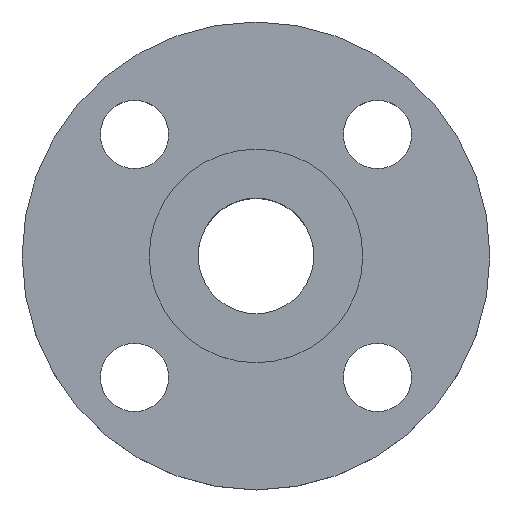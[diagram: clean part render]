
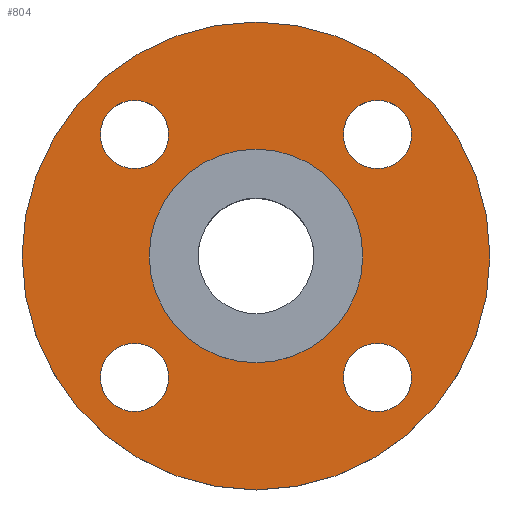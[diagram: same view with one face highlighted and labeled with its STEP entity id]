
A CAD part, top view. The second image highlights one B-rep face of the part: STEP entity #804.
In plain terms, the highlighted planar face has unit normal (0, 0, 1).
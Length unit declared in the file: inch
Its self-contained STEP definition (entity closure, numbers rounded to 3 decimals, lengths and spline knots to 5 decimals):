
#2 = VERTEX_POINT ( 'NONE', #555 ) ;
#13 = CARTESIAN_POINT ( 'NONE',  ( -1.10309, 1.10309, 0. ) ) ;
#18 = DIRECTION ( 'NONE',  ( 0., 0., 1. ) ) ;
#21 = EDGE_CURVE ( 'NONE', #786, #248, #336, .T. ) ;
#25 = EDGE_LOOP ( 'NONE', ( #53, #363 ) ) ;
#28 = EDGE_LOOP ( 'NONE', ( #642, #211 ) ) ;
#29 = EDGE_LOOP ( 'NONE', ( #39, #156 ) ) ;
#38 = FACE_OUTER_BOUND ( 'NONE', #25, .T. ) ;
#39 = ORIENTED_EDGE ( 'NONE', *, *, #341, .F. ) ;
#53 = ORIENTED_EDGE ( 'NONE', *, *, #340, .T. ) ;
#59 = DIRECTION ( 'NONE',  ( 0., -1., 0. ) ) ;
#72 = DIRECTION ( 'NONE',  ( 1., 0., 0. ) ) ;
#75 = DIRECTION ( 'NONE',  ( 0., 0., 1. ) ) ;
#76 = CARTESIAN_POINT ( 'NONE',  ( 0., 0., 0. ) ) ;
#82 = AXIS2_PLACEMENT_3D ( 'NONE', #453, #332, #72 ) ;
#97 = FACE_BOUND ( 'NONE', #28, .T. ) ;
#98 = VERTEX_POINT ( 'NONE', #613 ) ;
#103 = DIRECTION ( 'NONE',  ( 0., 0., 1. ) ) ;
#105 = EDGE_CURVE ( 'NONE', #607, #194, #303, .T. ) ;
#106 = CIRCLE ( 'NONE', #494, 2.125 ) ;
#127 = CARTESIAN_POINT ( 'NONE',  ( 1.10309, -1.41309, 0. ) ) ;
#131 = AXIS2_PLACEMENT_3D ( 'NONE', #76, #264, #631 ) ;
#153 = DIRECTION ( 'NONE',  ( -1., 0., 0. ) ) ;
#156 = ORIENTED_EDGE ( 'NONE', *, *, #299, .F. ) ;
#160 = VERTEX_POINT ( 'NONE', #451 ) ;
#178 = FACE_BOUND ( 'NONE', #472, .T. ) ;
#180 = DIRECTION ( 'NONE',  ( 0., 0., 1. ) ) ;
#185 = CARTESIAN_POINT ( 'NONE',  ( 0., 0., 0. ) ) ;
#188 = CARTESIAN_POINT ( 'NONE',  ( 1.10309, -1.10309, 0. ) ) ;
#194 = VERTEX_POINT ( 'NONE', #127 ) ;
#200 = VERTEX_POINT ( 'NONE', #562 ) ;
#211 = ORIENTED_EDGE ( 'NONE', *, *, #21, .F. ) ;
#214 = VERTEX_POINT ( 'NONE', #622 ) ;
#230 = PLANE ( 'NONE',  #533 ) ;
#239 = DIRECTION ( 'NONE',  ( 0., 0., 1. ) ) ;
#246 = EDGE_CURVE ( 'NONE', #160, #714, #679, .T. ) ;
#248 = VERTEX_POINT ( 'NONE', #568 ) ;
#250 = CARTESIAN_POINT ( 'NONE',  ( 1.10309, 1.10309, 0. ) ) ;
#257 = EDGE_CURVE ( 'NONE', #194, #607, #573, .T. ) ;
#264 = DIRECTION ( 'NONE',  ( 0., 0., 1. ) ) ;
#278 = ORIENTED_EDGE ( 'NONE', *, *, #105, .F. ) ;
#299 = EDGE_CURVE ( 'NONE', #200, #98, #704, .T. ) ;
#303 = CIRCLE ( 'NONE', #628, 0.31 ) ;
#304 = DIRECTION ( 'NONE',  ( 0., 0., 1. ) ) ;
#308 = EDGE_CURVE ( 'NONE', #788, #2, #387, .T. ) ;
#330 = DIRECTION ( 'NONE',  ( 1., 0., 0. ) ) ;
#332 = DIRECTION ( 'NONE',  ( 0., 0., 1. ) ) ;
#336 = CIRCLE ( 'NONE', #431, 0.31 ) ;
#337 = CIRCLE ( 'NONE', #131, 2.125 ) ;
#340 = EDGE_CURVE ( 'NONE', #709, #214, #337, .T. ) ;
#341 = EDGE_CURVE ( 'NONE', #98, #200, #464, .T. ) ;
#350 = AXIS2_PLACEMENT_3D ( 'NONE', #519, #634, #153 ) ;
#354 = CARTESIAN_POINT ( 'NONE',  ( -1.10309, 0.79309, 0. ) ) ;
#363 = ORIENTED_EDGE ( 'NONE', *, *, #572, .T. ) ;
#367 = AXIS2_PLACEMENT_3D ( 'NONE', #571, #180, #670 ) ;
#372 = EDGE_CURVE ( 'NONE', #248, #786, #721, .T. ) ;
#374 = DIRECTION ( 'NONE',  ( 0., 0., 1. ) ) ;
#379 = ORIENTED_EDGE ( 'NONE', *, *, #246, .F. ) ;
#387 = CIRCLE ( 'NONE', #434, 0.97 ) ;
#389 = AXIS2_PLACEMENT_3D ( 'NONE', #250, #502, #742 ) ;
#424 = CARTESIAN_POINT ( 'NONE',  ( -1.10309, 1.10309, 0. ) ) ;
#431 = AXIS2_PLACEMENT_3D ( 'NONE', #424, #239, #798 ) ;
#432 = EDGE_CURVE ( 'NONE', #714, #160, #495, .T. ) ;
#434 = AXIS2_PLACEMENT_3D ( 'NONE', #185, #18, #691 ) ;
#435 = DIRECTION ( 'NONE',  ( 0., -1., 0. ) ) ;
#436 = CARTESIAN_POINT ( 'NONE',  ( 2.125, 0., 0. ) ) ;
#451 = CARTESIAN_POINT ( 'NONE',  ( -0.79309, -1.10309, 0. ) ) ;
#453 = CARTESIAN_POINT ( 'NONE',  ( 1.10309, 1.10309, 0. ) ) ;
#456 = CARTESIAN_POINT ( 'NONE',  ( 0., 0., 0. ) ) ;
#464 = CIRCLE ( 'NONE', #82, 0.31 ) ;
#472 = EDGE_LOOP ( 'NONE', ( #602, #379 ) ) ;
#475 = EDGE_LOOP ( 'NONE', ( #597, #278 ) ) ;
#494 = AXIS2_PLACEMENT_3D ( 'NONE', #776, #75, #330 ) ;
#495 = CIRCLE ( 'NONE', #350, 0.31 ) ;
#497 = AXIS2_PLACEMENT_3D ( 'NONE', #188, #374, #59 ) ;
#502 = DIRECTION ( 'NONE',  ( 0., 0., 1. ) ) ;
#503 = EDGE_CURVE ( 'NONE', #2, #788, #505, .T. ) ;
#505 = CIRCLE ( 'NONE', #806, 0.97 ) ;
#513 = DIRECTION ( 'NONE',  ( 0., 0., 1. ) ) ;
#519 = CARTESIAN_POINT ( 'NONE',  ( -1.10309, -1.10309, 0. ) ) ;
#523 = DIRECTION ( 'NONE',  ( 0., 0., 1. ) ) ;
#533 = AXIS2_PLACEMENT_3D ( 'NONE', #606, #103, #796 ) ;
#542 = FACE_BOUND ( 'NONE', #29, .T. ) ;
#551 = CARTESIAN_POINT ( 'NONE',  ( -0.97, 0., 0. ) ) ;
#555 = CARTESIAN_POINT ( 'NONE',  ( 0.97, 0., 0. ) ) ;
#562 = CARTESIAN_POINT ( 'NONE',  ( 0.79309, 1.10309, 0. ) ) ;
#568 = CARTESIAN_POINT ( 'NONE',  ( -1.10309, 1.41309, 0. ) ) ;
#571 = CARTESIAN_POINT ( 'NONE',  ( -1.10309, -1.10309, 0. ) ) ;
#572 = EDGE_CURVE ( 'NONE', #214, #709, #106, .T. ) ;
#573 = CIRCLE ( 'NONE', #497, 0.31 ) ;
#578 = DIRECTION ( 'NONE',  ( 1., 0., 0. ) ) ;
#592 = CARTESIAN_POINT ( 'NONE',  ( 1.10309, -0.79309, 0. ) ) ;
#597 = ORIENTED_EDGE ( 'NONE', *, *, #257, .F. ) ;
#600 = AXIS2_PLACEMENT_3D ( 'NONE', #13, #513, #633 ) ;
#602 = ORIENTED_EDGE ( 'NONE', *, *, #432, .F. ) ;
#606 = CARTESIAN_POINT ( 'NONE',  ( 0., 0., 0. ) ) ;
#607 = VERTEX_POINT ( 'NONE', #592 ) ;
#613 = CARTESIAN_POINT ( 'NONE',  ( 1.41309, 1.10309, 0. ) ) ;
#614 = CARTESIAN_POINT ( 'NONE',  ( -1.41309, -1.10309, 0. ) ) ;
#622 = CARTESIAN_POINT ( 'NONE',  ( -2.125, 0., 0. ) ) ;
#628 = AXIS2_PLACEMENT_3D ( 'NONE', #659, #304, #435 ) ;
#631 = DIRECTION ( 'NONE',  ( 1., 0., 0. ) ) ;
#633 = DIRECTION ( 'NONE',  ( 0., 1., 0. ) ) ;
#634 = DIRECTION ( 'NONE',  ( 0., 0., 1. ) ) ;
#642 = ORIENTED_EDGE ( 'NONE', *, *, #372, .F. ) ;
#651 = ORIENTED_EDGE ( 'NONE', *, *, #503, .F. ) ;
#659 = CARTESIAN_POINT ( 'NONE',  ( 1.10309, -1.10309, 0. ) ) ;
#670 = DIRECTION ( 'NONE',  ( -1., 0., 0. ) ) ;
#679 = CIRCLE ( 'NONE', #367, 0.31 ) ;
#691 = DIRECTION ( 'NONE',  ( 1., 0., 0. ) ) ;
#704 = CIRCLE ( 'NONE', #389, 0.31 ) ;
#709 = VERTEX_POINT ( 'NONE', #436 ) ;
#714 = VERTEX_POINT ( 'NONE', #614 ) ;
#721 = CIRCLE ( 'NONE', #600, 0.31 ) ;
#731 = EDGE_LOOP ( 'NONE', ( #793, #651 ) ) ;
#742 = DIRECTION ( 'NONE',  ( 1., 0., 0. ) ) ;
#776 = CARTESIAN_POINT ( 'NONE',  ( 0., 0., 0. ) ) ;
#786 = VERTEX_POINT ( 'NONE', #354 ) ;
#788 = VERTEX_POINT ( 'NONE', #551 ) ;
#789 = FACE_BOUND ( 'NONE', #731, .T. ) ;
#792 = FACE_BOUND ( 'NONE', #475, .T. ) ;
#793 = ORIENTED_EDGE ( 'NONE', *, *, #308, .F. ) ;
#796 = DIRECTION ( 'NONE',  ( 1., 0., 0. ) ) ;
#798 = DIRECTION ( 'NONE',  ( 0., 1., 0. ) ) ;
#804 = ADVANCED_FACE ( 'NONE', ( #792, #178, #97, #542, #789, #38 ), #230, .T. ) ;
#806 = AXIS2_PLACEMENT_3D ( 'NONE', #456, #523, #578 ) ;
